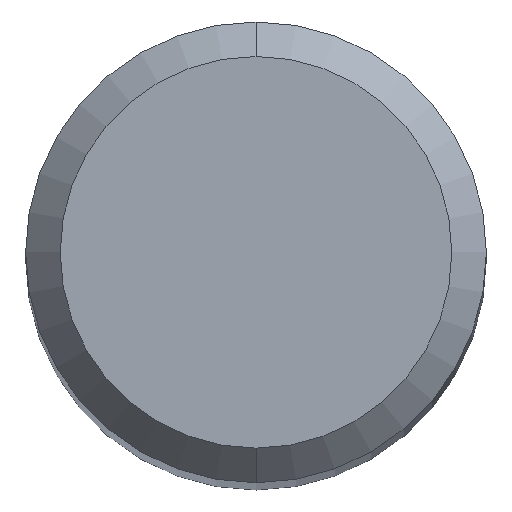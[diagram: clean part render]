
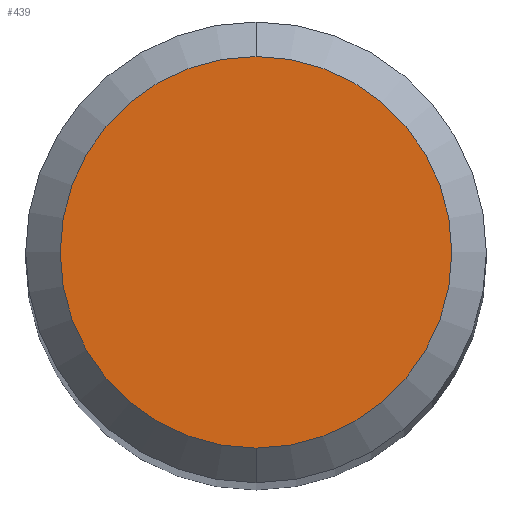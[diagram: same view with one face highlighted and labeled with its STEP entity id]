
A CAD part, top view. The second image highlights one B-rep face of the part: STEP entity #439.
In plain terms, the highlighted planar face has unit normal (0, 0, 1).
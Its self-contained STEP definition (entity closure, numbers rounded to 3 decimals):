
#403=EDGE_CURVE('',#795,#593,#1068,.T.);
#439=ADVANCED_FACE('',(#1110),#1111,.T.);
#593=VERTEX_POINT('',#1280);
#767=EDGE_CURVE('',#593,#795,#1468,.T.);
#795=VERTEX_POINT('',#1500);
#1068=CIRCLE('',#1866,1.7);
#1110=FACE_OUTER_BOUND('',#2334,.T.);
#1111=PLANE('',#2335);
#1280=CARTESIAN_POINT('',(0.,-1.7,0.0));
#1468=CIRCLE('',#3550,1.7);
#1500=CARTESIAN_POINT('',(0.0,1.7,0.0));
#1866=AXIS2_PLACEMENT_3D('',#4783,#4784,#4785);
#2334=EDGE_LOOP('',(#4845,#4846));
#2335=AXIS2_PLACEMENT_3D('',#4847,#4848,#4849);
#3550=AXIS2_PLACEMENT_3D('',#5234,#5235,#5236);
#4783=CARTESIAN_POINT('',(0.0,0.0,0.0));
#4784=DIRECTION('',(0.0,0.0,-1.0));
#4785=DIRECTION('',(0.0,1.0,0.0));
#4845=ORIENTED_EDGE('',*,*,#403,.F.);
#4846=ORIENTED_EDGE('',*,*,#767,.F.);
#4847=CARTESIAN_POINT('',(0.0,0.85,0.0));
#4848=DIRECTION('',(-0.0,0.0,1.0));
#4849=DIRECTION('',(0.0,-1.0,0.0));
#5234=CARTESIAN_POINT('',(0.0,0.0,0.0));
#5235=DIRECTION('',(0.0,0.0,-1.0));
#5236=DIRECTION('',(0.0,1.0,0.0));
